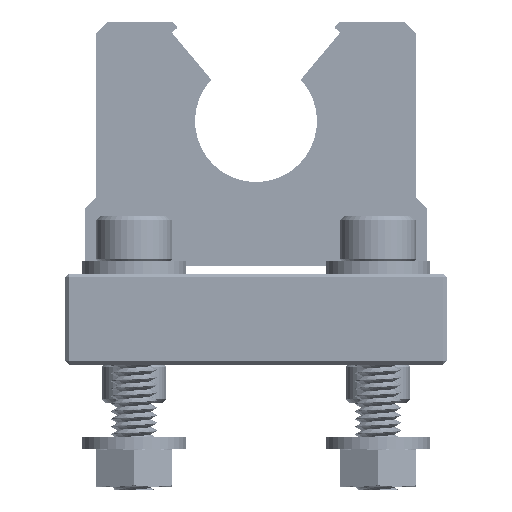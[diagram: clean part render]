
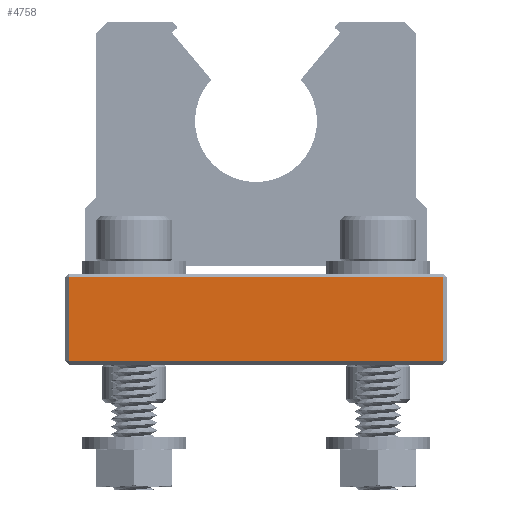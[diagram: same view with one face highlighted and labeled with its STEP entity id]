
A CAD part, front view. The second image highlights one B-rep face of the part: STEP entity #4758.
In plain terms, the highlighted planar face has unit normal (0, -1, 0).
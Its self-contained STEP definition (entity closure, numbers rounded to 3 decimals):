
#783=PLANE('',#5185);
#945=FACE_OUTER_BOUND('',#1257,.T.);
#1257=EDGE_LOOP('',(#3673,#3674,#3675,#3676));
#1544=LINE('',#7509,#1858);
#1553=LINE('',#7526,#1867);
#1560=LINE('',#7538,#1874);
#1561=LINE('',#7540,#1875);
#1858=VECTOR('',#6023,10.);
#1867=VECTOR('',#6040,10.);
#1874=VECTOR('',#6053,10.);
#1875=VECTOR('',#6056,10.);
#2363=VERTEX_POINT('',#7488);
#2368=VERTEX_POINT('',#7505);
#2371=VERTEX_POINT('',#7520);
#2374=VERTEX_POINT('',#7533);
#2830=EDGE_CURVE('',#2363,#2368,#1544,.T.);
#2839=EDGE_CURVE('',#2371,#2363,#1553,.T.);
#2846=EDGE_CURVE('',#2368,#2374,#1560,.T.);
#2847=EDGE_CURVE('',#2374,#2371,#1561,.T.);
#3673=ORIENTED_EDGE('',*,*,#2830,.F.);
#3674=ORIENTED_EDGE('',*,*,#2839,.F.);
#3675=ORIENTED_EDGE('',*,*,#2847,.F.);
#3676=ORIENTED_EDGE('',*,*,#2846,.F.);
#4758=ADVANCED_FACE('',(#945),#783,.T.);
#5185=AXIS2_PLACEMENT_3D('',#7550,#6071,#6072);
#6023=DIRECTION('',(-1.,0.,0.));
#6040=DIRECTION('',(0.,0.,-1.));
#6053=DIRECTION('',(0.,0.,1.));
#6056=DIRECTION('',(1.,0.,0.));
#6071=DIRECTION('center_axis',(0.,-1.,0.));
#6072=DIRECTION('ref_axis',(1.,0.,0.));
#7488=CARTESIAN_POINT('',(24.5,0.,0.5));
#7505=CARTESIAN_POINT('',(-24.5,0.,0.5));
#7509=CARTESIAN_POINT('',(-12.5,0.,0.5));
#7520=CARTESIAN_POINT('',(24.5,0.,11.5));
#7526=CARTESIAN_POINT('',(24.5,0.,0.));
#7533=CARTESIAN_POINT('',(-24.5,0.,11.5));
#7538=CARTESIAN_POINT('',(-24.5,0.,0.));
#7540=CARTESIAN_POINT('',(-12.5,0.,11.5));
#7550=CARTESIAN_POINT('Origin',(-25.,0.,0.));
